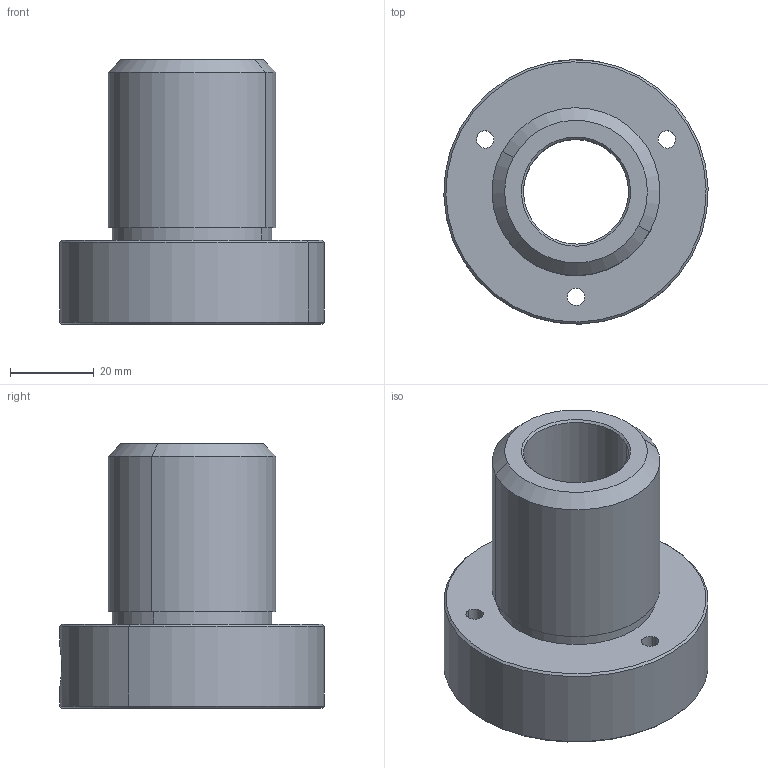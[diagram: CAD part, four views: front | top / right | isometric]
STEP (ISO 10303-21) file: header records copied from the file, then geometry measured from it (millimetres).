
FILE_DESCRIPTION(('CATIA V5 STEP Exchange'),'2;1');
FILE_NAME('RDBA205.2563.stp','2017-03-06T19:05:19+00:00',('none'),('none'),'CATIA Version 5 Release 19 GA (IN-10)','CATIA V5 STEP AP203','none');
FILE_SCHEMA(('CONFIG_CONTROL_DESIGN'));
Length unit declared in the file: millimetre
Products named in the file (1): RDBA205.2563
Bounding box: 62.98 x 62.99 x 63 mm (x, y, z)
Volume: 81824.7 mm3; surface area: 20747.4 mm2
Topology: 1 solids, 1 shells, 42 faces, 95 edges, 65 vertices
Faces by surface type: cylinder 24, cone 10, plane 8
Entity records: 1182 total; most frequent: CARTESIAN_POINT 244, ORIENTED_EDGE 184, DIRECTION 145, EDGE_CURVE 92, AXIS2_PLACEMENT_3D 82, EDGE_LOOP 58, VERTEX_POINT 58, CIRCLE 54
